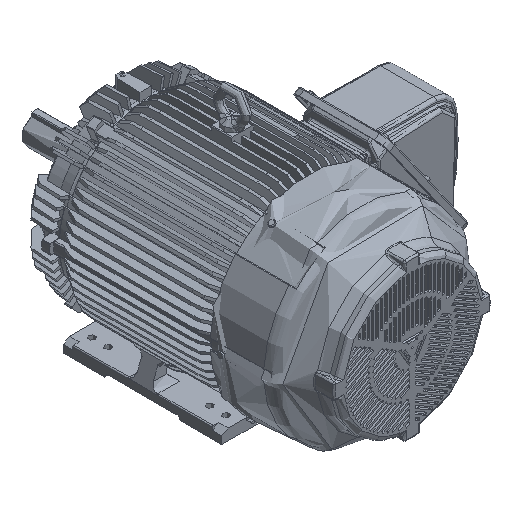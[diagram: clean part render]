
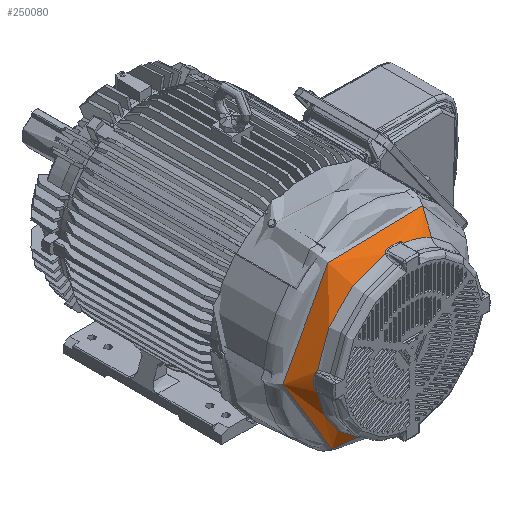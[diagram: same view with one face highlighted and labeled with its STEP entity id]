
A CAD part, isometric view. The second image highlights one B-rep face of the part: STEP entity #250080.
In plain terms, the highlighted conical face has half-angle 44.831 degrees and reference radius 241.632 mm.
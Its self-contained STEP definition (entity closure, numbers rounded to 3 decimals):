
#247146=CARTESIAN_POINT('Vertex',(141.299,-452.392,258.645)) ;
#247153=CARTESIAN_POINT('Vertex',(-141.299,-452.392,-258.645)) ;
#247156=CARTESIAN_POINT('Axis2P3D Location',(0.,-452.392,0.)) ;
#249950=CARTESIAN_POINT('Axis2P3D Location',(0.,-505.799,0.)) ;
#249955=CARTESIAN_POINT('Axis2P3D Location',(0.,-505.799,0.)) ;
#249959=CARTESIAN_POINT('Vertex',(-239.932,-505.799,28.614)) ;
#249961=CARTESIAN_POINT('Vertex',(-28.614,-505.799,239.932)) ;
#249965=CARTESIAN_POINT('Control Point',(-20.538,-500.949,245.597)) ;
#249966=CARTESIAN_POINT('Control Point',(-21.069,-500.949,245.552)) ;
#249967=CARTESIAN_POINT('Control Point',(-21.596,-500.984,245.472)) ;
#249968=CARTESIAN_POINT('Control Point',(-22.109,-501.054,245.356)) ;
#249969=CARTESIAN_POINT('Control Point',(-23.503,-501.341,244.941)) ;
#249970=CARTESIAN_POINT('Control Point',(-24.682,-501.829,244.337)) ;
#249971=CARTESIAN_POINT('Control Point',(-25.349,-502.201,243.896)) ;
#249972=CARTESIAN_POINT('Control Point',(-26.621,-503.081,242.881)) ;
#249973=CARTESIAN_POINT('Control Point',(-27.549,-504.077,241.78)) ;
#249974=CARTESIAN_POINT('Control Point',(-27.971,-504.637,241.171)) ;
#249975=CARTESIAN_POINT('Control Point',(-28.324,-505.213,240.553)) ;
#249976=CARTESIAN_POINT('Control Point',(-28.614,-505.799,239.932)) ;
#249977=CARTESIAN_POINT('Vertex',(-20.538,-500.949,245.597)) ;
#249980=CARTESIAN_POINT('Axis2P3D Location',(0.,-500.949,0.)) ;
#249984=CARTESIAN_POINT('Vertex',(20.538,-500.949,245.597)) ;
#249988=CARTESIAN_POINT('Control Point',(28.614,-505.799,239.932)) ;
#249989=CARTESIAN_POINT('Control Point',(28.337,-505.239,240.525)) ;
#249990=CARTESIAN_POINT('Control Point',(28.003,-504.689,241.115)) ;
#249991=CARTESIAN_POINT('Control Point',(27.606,-504.153,241.698)) ;
#249992=CARTESIAN_POINT('Control Point',(26.839,-503.307,242.631)) ;
#249993=CARTESIAN_POINT('Control Point',(25.832,-502.54,243.506)) ;
#249994=CARTESIAN_POINT('Control Point',(25.405,-502.259,243.832)) ;
#249995=CARTESIAN_POINT('Control Point',(24.354,-501.675,244.524)) ;
#249996=CARTESIAN_POINT('Control Point',(23.062,-501.231,245.092)) ;
#249997=CARTESIAN_POINT('Control Point',(22.265,-501.043,245.355)) ;
#249998=CARTESIAN_POINT('Control Point',(21.406,-500.949,245.524)) ;
#249999=CARTESIAN_POINT('Control Point',(20.538,-500.949,245.597)) ;
#250000=CARTESIAN_POINT('Vertex',(28.614,-505.799,239.932)) ;
#250003=CARTESIAN_POINT('Axis2P3D Location',(0.,-505.799,0.)) ;
#250007=CARTESIAN_POINT('Vertex',(115.845,-505.799,212.052)) ;
#250010=CARTESIAN_POINT('Line Origine',(169059.704,353967.448,309461.713)) ;
#250015=CARTESIAN_POINT('Line Origine',(-169059.704,353967.448,-309461.713)) ;
#250019=CARTESIAN_POINT('Vertex',(-115.845,-505.799,-212.052)) ;
#250022=CARTESIAN_POINT('Axis2P3D Location',(0.,-505.799,0.)) ;
#250026=CARTESIAN_POINT('Vertex',(-239.932,-505.799,-28.614)) ;
#250030=CARTESIAN_POINT('Control Point',(-245.597,-500.949,-20.538)) ;
#250031=CARTESIAN_POINT('Control Point',(-245.552,-500.949,-21.069)) ;
#250032=CARTESIAN_POINT('Control Point',(-245.472,-500.984,-21.596)) ;
#250033=CARTESIAN_POINT('Control Point',(-245.356,-501.054,-22.109)) ;
#250034=CARTESIAN_POINT('Control Point',(-244.941,-501.341,-23.503)) ;
#250035=CARTESIAN_POINT('Control Point',(-244.337,-501.829,-24.682)) ;
#250036=CARTESIAN_POINT('Control Point',(-243.896,-502.201,-25.349)) ;
#250037=CARTESIAN_POINT('Control Point',(-242.881,-503.081,-26.621)) ;
#250038=CARTESIAN_POINT('Control Point',(-241.78,-504.077,-27.549)) ;
#250039=CARTESIAN_POINT('Control Point',(-241.171,-504.637,-27.971)) ;
#250040=CARTESIAN_POINT('Control Point',(-240.553,-505.213,-28.324)) ;
#250041=CARTESIAN_POINT('Control Point',(-239.932,-505.799,-28.614)) ;
#250042=CARTESIAN_POINT('Vertex',(-245.597,-500.949,-20.538)) ;
#250045=CARTESIAN_POINT('Axis2P3D Location',(0.,-500.949,0.)) ;
#250049=CARTESIAN_POINT('Vertex',(-245.597,-500.949,20.538)) ;
#250053=CARTESIAN_POINT('Control Point',(-239.932,-505.799,28.614)) ;
#250054=CARTESIAN_POINT('Control Point',(-240.525,-505.239,28.337)) ;
#250055=CARTESIAN_POINT('Control Point',(-241.115,-504.689,28.003)) ;
#250056=CARTESIAN_POINT('Control Point',(-241.698,-504.153,27.606)) ;
#250057=CARTESIAN_POINT('Control Point',(-242.631,-503.307,26.839)) ;
#250058=CARTESIAN_POINT('Control Point',(-243.506,-502.54,25.832)) ;
#250059=CARTESIAN_POINT('Control Point',(-243.832,-502.259,25.405)) ;
#250060=CARTESIAN_POINT('Control Point',(-244.524,-501.675,24.354)) ;
#250061=CARTESIAN_POINT('Control Point',(-245.092,-501.231,23.062)) ;
#250062=CARTESIAN_POINT('Control Point',(-245.355,-501.043,22.265)) ;
#250063=CARTESIAN_POINT('Control Point',(-245.524,-500.949,21.406)) ;
#250064=CARTESIAN_POINT('Control Point',(-245.597,-500.949,20.538)) ;
#247157=DIRECTION('Axis2P3D Direction',(-0.,1.,0.)) ;
#249951=DIRECTION('Axis2P3D Direction',(0.,1.,0.)) ;
#249952=DIRECTION('Axis2P3D XDirection',(-0.479,0.,-0.878)) ;
#249956=DIRECTION('Axis2P3D Direction',(-0.,1.,0.)) ;
#249981=DIRECTION('Axis2P3D Direction',(-0.,1.,0.)) ;
#250004=DIRECTION('Axis2P3D Direction',(-0.,1.,0.)) ;
#250011=DIRECTION('Vector Direction',(0.338,0.709,0.619)) ;
#250016=DIRECTION('Vector Direction',(-0.338,0.709,-0.619)) ;
#250023=DIRECTION('Axis2P3D Direction',(-0.,1.,0.)) ;
#250046=DIRECTION('Axis2P3D Direction',(-0.,1.,0.)) ;
#247158=AXIS2_PLACEMENT_3D('Circle Axis2P3D',#247156,#247157,$) ;
#249953=AXIS2_PLACEMENT_3D('Cone Axis2P3D',#249950,#249951,#249952) ;
#249957=AXIS2_PLACEMENT_3D('Circle Axis2P3D',#249955,#249956,$) ;
#249982=AXIS2_PLACEMENT_3D('Circle Axis2P3D',#249980,#249981,$) ;
#250005=AXIS2_PLACEMENT_3D('Circle Axis2P3D',#250003,#250004,$) ;
#250024=AXIS2_PLACEMENT_3D('Circle Axis2P3D',#250022,#250023,$) ;
#250047=AXIS2_PLACEMENT_3D('Circle Axis2P3D',#250045,#250046,$) ;
#250067=ORIENTED_EDGE('',*,*,#249963,.T.) ;
#250068=ORIENTED_EDGE('',*,*,#249979,.T.) ;
#250069=ORIENTED_EDGE('',*,*,#249986,.T.) ;
#250070=ORIENTED_EDGE('',*,*,#250002,.T.) ;
#250071=ORIENTED_EDGE('',*,*,#250009,.T.) ;
#250072=ORIENTED_EDGE('',*,*,#250014,.F.) ;
#250073=ORIENTED_EDGE('',*,*,#247160,.F.) ;
#250074=ORIENTED_EDGE('',*,*,#250021,.T.) ;
#250075=ORIENTED_EDGE('',*,*,#250028,.T.) ;
#250076=ORIENTED_EDGE('',*,*,#250044,.T.) ;
#250077=ORIENTED_EDGE('',*,*,#250051,.T.) ;
#250078=ORIENTED_EDGE('',*,*,#250065,.T.) ;
#250012=VECTOR('Line Direction',#250011,1.) ;
#250017=VECTOR('Line Direction',#250016,1.) ;
#250080=ADVANCED_FACE('Brep With Voids.1',(#250079),#249954,.T.) ;
#249964=B_SPLINE_CURVE_WITH_KNOTS('',5,(#249965,#249966,#249967,#249968,#249969,#249970,#249971,#249972,#249973,#249974,#249975,#249976),.UNSPECIFIED.,.F.,.U.,(6,3,3,6),(0.,2.825,8.071,14.344),.UNSPECIFIED.) ;
#249987=B_SPLINE_CURVE_WITH_KNOTS('',5,(#249988,#249989,#249990,#249991,#249992,#249993,#249994,#249995,#249996,#249997,#249998,#249999),.UNSPECIFIED.,.F.,.U.,(6,3,3,6),(0.,5.989,9.734,14.352),.UNSPECIFIED.) ;
#250029=B_SPLINE_CURVE_WITH_KNOTS('',5,(#250030,#250031,#250032,#250033,#250034,#250035,#250036,#250037,#250038,#250039,#250040,#250041),.UNSPECIFIED.,.F.,.U.,(6,3,3,6),(0.,2.825,8.071,14.344),.UNSPECIFIED.) ;
#250052=B_SPLINE_CURVE_WITH_KNOTS('',5,(#250053,#250054,#250055,#250056,#250057,#250058,#250059,#250060,#250061,#250062,#250063,#250064),.UNSPECIFIED.,.F.,.U.,(6,3,3,6),(0.,5.989,9.734,14.352),.UNSPECIFIED.) ;
#247159=CIRCLE('generated circle',#247158,294.725) ;
#249958=CIRCLE('generated circle',#249957,241.632) ;
#249983=CIRCLE('generated circle',#249982,246.454) ;
#250006=CIRCLE('generated circle',#250005,241.632) ;
#250025=CIRCLE('generated circle',#250024,241.632) ;
#250048=CIRCLE('generated circle',#250047,246.454) ;
#249954=CONICAL_SURFACE('Cone',#249953,241.632,0.782) ;
#247160=EDGE_CURVE('',#247154,#247147,#247159,.T.) ;
#249963=EDGE_CURVE('',#249960,#249962,#249958,.T.) ;
#249979=EDGE_CURVE('',#249962,#249978,#249964,.F.) ;
#249986=EDGE_CURVE('',#249978,#249985,#249983,.T.) ;
#250002=EDGE_CURVE('',#249985,#250001,#249987,.F.) ;
#250009=EDGE_CURVE('',#250001,#250008,#250006,.T.) ;
#250014=EDGE_CURVE('',#247147,#250008,#250013,.F.) ;
#250021=EDGE_CURVE('',#247154,#250020,#250018,.F.) ;
#250028=EDGE_CURVE('',#250020,#250027,#250025,.T.) ;
#250044=EDGE_CURVE('',#250027,#250043,#250029,.F.) ;
#250051=EDGE_CURVE('',#250043,#250050,#250048,.T.) ;
#250065=EDGE_CURVE('',#250050,#249960,#250052,.F.) ;
#250066=EDGE_LOOP('',(#250067,#250068,#250069,#250070,#250071,#250072,#250073,#250074,#250075,#250076,#250077,#250078)) ;
#250079=FACE_OUTER_BOUND('',#250066,.T.) ;
#250013=LINE('Line',#250010,#250012) ;
#250018=LINE('Line',#250015,#250017) ;
#247147=VERTEX_POINT('',#247146) ;
#247154=VERTEX_POINT('',#247153) ;
#249960=VERTEX_POINT('',#249959) ;
#249962=VERTEX_POINT('',#249961) ;
#249978=VERTEX_POINT('',#249977) ;
#249985=VERTEX_POINT('',#249984) ;
#250001=VERTEX_POINT('',#250000) ;
#250008=VERTEX_POINT('',#250007) ;
#250020=VERTEX_POINT('',#250019) ;
#250027=VERTEX_POINT('',#250026) ;
#250043=VERTEX_POINT('',#250042) ;
#250050=VERTEX_POINT('',#250049) ;
